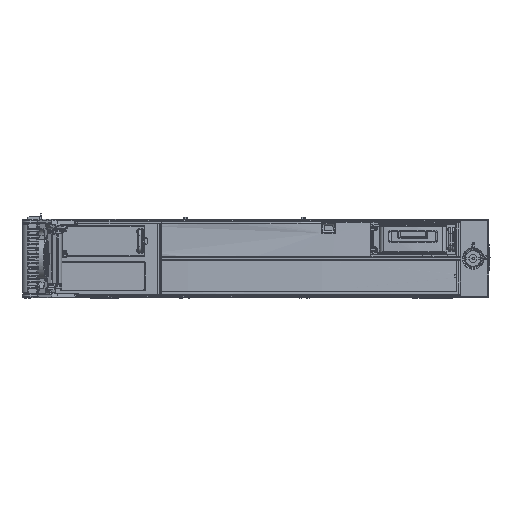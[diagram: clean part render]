
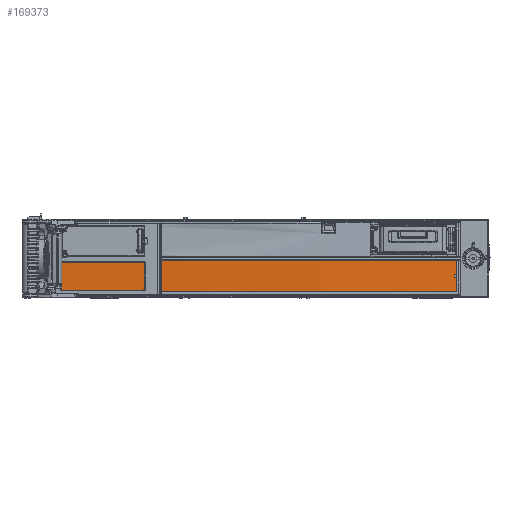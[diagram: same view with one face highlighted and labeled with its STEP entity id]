
A CAD part, top view. The second image highlights one B-rep face of the part: STEP entity #169373.
In plain terms, the highlighted cylindrical face has radius 3856.45 mm (diameter 7712.9 mm), a partial arc.
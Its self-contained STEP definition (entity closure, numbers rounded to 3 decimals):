
#169237=DIRECTION('',(0.,1.,0.));
#169238=VECTOR('',#169237,37.6);
#169239=CARTESIAN_POINT('',(17.061,8.806,
238.544));
#169240=LINE('',#169239,#169238);
#169241=CARTESIAN_POINT('',(17.049,46.406,
238.544));
#169242=CARTESIAN_POINT('',(17.053,46.502,
238.544));
#169243=CARTESIAN_POINT('',(17.097,46.667,
238.547));
#169244=CARTESIAN_POINT('',(17.277,46.856,
238.559));
#169245=CARTESIAN_POINT('',(17.448,46.9,
238.571));
#169246=CARTESIAN_POINT('',(17.549,46.906,
238.578));
#169248=CARTESIAN_POINT('',(273.827,46.991,
-3609.348));
#169249=DIRECTION('',(0.,1.,0.));
#169250=DIRECTION('',(-0.066,0.,0.998));
#169251=AXIS2_PLACEMENT_3D('',#169248,#169249,#169250);
#169253=CARTESIAN_POINT('',(527.293,47.074,
238.764));
#169254=CARTESIAN_POINT('',(527.386,47.071,
238.758));
#169255=CARTESIAN_POINT('',(527.548,47.029,
238.747));
#169256=CARTESIAN_POINT('',(527.739,46.85,
238.734));
#169257=CARTESIAN_POINT('',(527.787,46.677,
238.731));
#169258=CARTESIAN_POINT('',(527.794,46.574,
238.731));
#169260=DIRECTION('',(0.,-1.,0.));
#169261=VECTOR('',#169260,16.571);
#169262=CARTESIAN_POINT('',(527.794,46.574,
238.731));
#169263=LINE('',#169262,#169261);
#169264=CARTESIAN_POINT('',(273.832,29.92,
-3609.348));
#169265=DIRECTION('',(0.,-1.,0.));
#169266=DIRECTION('',(0.066,0.,0.998));
#169267=AXIS2_PLACEMENT_3D('',#169264,#169265,#169266);
#169269=CARTESIAN_POINT('',(526.395,30.003,
238.823));
#169270=CARTESIAN_POINT('',(526.304,30.,
238.829));
#169271=CARTESIAN_POINT('',(526.145,29.959,
238.84));
#169272=CARTESIAN_POINT('',(525.954,29.781,
238.852));
#169273=CARTESIAN_POINT('',(525.908,29.608,
238.855));
#169274=CARTESIAN_POINT('',(525.9,29.506,
238.856));
#169276=DIRECTION('',(0.,-1.,0.));
#169277=VECTOR('',#169276,3.664);
#169278=CARTESIAN_POINT('',(525.9,29.506,
238.856));
#169279=LINE('',#169278,#169277);
#169280=CARTESIAN_POINT('',(525.902,25.842,
238.856));
#169281=CARTESIAN_POINT('',(525.904,25.751,
238.855));
#169282=CARTESIAN_POINT('',(525.945,25.592,
238.853));
#169283=CARTESIAN_POINT('',(526.121,25.4,
238.841));
#169284=CARTESIAN_POINT('',(526.293,25.353,
238.83));
#169285=CARTESIAN_POINT('',(526.394,25.345,
238.823));
#169287=CARTESIAN_POINT('',(273.834,25.262,
-3609.348));
#169288=DIRECTION('',(0.,1.,0.));
#169289=DIRECTION('',(0.065,0.,0.998));
#169290=AXIS2_PLACEMENT_3D('',#169287,#169288,#169289);
#169292=DIRECTION('',(0.,-1.,0.));
#169293=VECTOR('',#169292,16.371);
#169294=CARTESIAN_POINT('',(527.801,25.345,
238.731));
#169295=LINE('',#169294,#169293);
#169296=CARTESIAN_POINT('',(527.806,8.974,
238.731));
#169297=CARTESIAN_POINT('',(527.801,8.878,
238.731));
#169298=CARTESIAN_POINT('',(527.758,8.712,
238.734));
#169299=CARTESIAN_POINT('',(527.573,8.524,
238.746));
#169300=CARTESIAN_POINT('',(527.404,8.48,
238.757));
#169301=CARTESIAN_POINT('',(527.306,8.474,
238.764));
#169303=CARTESIAN_POINT('',(273.839,8.391,
-3609.348));
#169304=DIRECTION('',(0.,-1.,0.));
#169305=DIRECTION('',(0.066,0.,0.998));
#169306=AXIS2_PLACEMENT_3D('',#169303,#169304,#169305);
#169308=CARTESIAN_POINT('',(17.561,8.306,
238.578));
#169309=CARTESIAN_POINT('',(17.465,8.311,
238.571));
#169310=CARTESIAN_POINT('',(17.3,8.354,
238.56));
#169311=CARTESIAN_POINT('',(17.112,8.535,
238.548));
#169312=CARTESIAN_POINT('',(17.067,8.706,
238.545));
#169313=CARTESIAN_POINT('',(17.061,8.806,
238.544));
#169315=CARTESIAN_POINT('',(17.061,8.806,
238.544));
#169316=CARTESIAN_POINT('',(17.049,46.406,
238.544));
#169317=VERTEX_POINT('',#169315);
#169318=VERTEX_POINT('',#169316);
#169319=VERTEX_POINT('',#169246);
#169320=CARTESIAN_POINT('',(527.293,47.074,
238.764));
#169321=VERTEX_POINT('',#169320);
#169322=VERTEX_POINT('',#169258);
#169323=CARTESIAN_POINT('',(527.799,30.003,
238.731));
#169324=VERTEX_POINT('',#169323);
#169325=CARTESIAN_POINT('',(526.395,30.003,
238.823));
#169326=VERTEX_POINT('',#169325);
#169327=VERTEX_POINT('',#169274);
#169328=CARTESIAN_POINT('',(525.902,25.842,
238.856));
#169329=VERTEX_POINT('',#169328);
#169330=VERTEX_POINT('',#169285);
#169331=CARTESIAN_POINT('',(527.801,25.345,
238.731));
#169332=VERTEX_POINT('',#169331);
#169333=CARTESIAN_POINT('',(527.806,8.974,
238.731));
#169334=VERTEX_POINT('',#169333);
#169335=VERTEX_POINT('',#169301);
#169336=CARTESIAN_POINT('',(17.561,8.306,
238.578));
#169337=VERTEX_POINT('',#169336);
#169338=CARTESIAN_POINT('',(273.839,8.391,
-3609.348));
#169339=DIRECTION('',(0.,1.,0.));
#169340=DIRECTION('',(-0.067,0.,0.998));
#169341=AXIS2_PLACEMENT_3D('',#169338,#169339,#169340);
#169342=CYLINDRICAL_SURFACE('',#169341,3856.45);
#169344=ORIENTED_EDGE('',*,*,#169343,.T.);
#169346=ORIENTED_EDGE('',*,*,#169345,.T.);
#169348=ORIENTED_EDGE('',*,*,#169347,.T.);
#169350=ORIENTED_EDGE('',*,*,#169349,.T.);
#169352=ORIENTED_EDGE('',*,*,#169351,.T.);
#169354=ORIENTED_EDGE('',*,*,#169353,.T.);
#169356=ORIENTED_EDGE('',*,*,#169355,.T.);
#169358=ORIENTED_EDGE('',*,*,#169357,.T.);
#169360=ORIENTED_EDGE('',*,*,#169359,.T.);
#169362=ORIENTED_EDGE('',*,*,#169361,.T.);
#169364=ORIENTED_EDGE('',*,*,#169363,.T.);
#169366=ORIENTED_EDGE('',*,*,#169365,.T.);
#169368=ORIENTED_EDGE('',*,*,#169367,.T.);
#169370=ORIENTED_EDGE('',*,*,#169369,.T.);
#169371=EDGE_LOOP('',(#169344,#169346,#169348,#169350,#169352,#169354,#169356,
#169358,#169360,#169362,#169364,#169366,#169368,#169370));
#169372=FACE_OUTER_BOUND('',#169371,.F.);
#169373=ADVANCED_FACE('',(#169372),#169342,.T.);
#169247=B_SPLINE_CURVE_WITH_KNOTS('',3,(#169241,#169242,#169243,#169244,#169245,
#169246),.UNSPECIFIED.,.F.,.F.,(4,1,1,4),(0.,0.333,
0.667,1.),.UNSPECIFIED.);
#169252=CIRCLE('',#169251,3856.45);
#169259=B_SPLINE_CURVE_WITH_KNOTS('',3,(#169253,#169254,#169255,#169256,#169257,
#169258),.UNSPECIFIED.,.F.,.F.,(4,1,1,4),(0.,0.333,
0.667,1.),.UNSPECIFIED.);
#169268=CIRCLE('',#169267,3856.45);
#169275=B_SPLINE_CURVE_WITH_KNOTS('',3,(#169269,#169270,#169271,#169272,#169273,
#169274),.UNSPECIFIED.,.F.,.F.,(4,1,1,4),(0.,0.333,
0.667,1.),.UNSPECIFIED.);
#169286=B_SPLINE_CURVE_WITH_KNOTS('',3,(#169280,#169281,#169282,#169283,#169284,
#169285),.UNSPECIFIED.,.F.,.F.,(4,1,1,4),(0.,0.333,
0.667,1.),.UNSPECIFIED.);
#169291=CIRCLE('',#169290,3856.45);
#169302=B_SPLINE_CURVE_WITH_KNOTS('',3,(#169296,#169297,#169298,#169299,#169300,
#169301),.UNSPECIFIED.,.F.,.F.,(4,1,1,4),(0.,0.333,
0.667,1.),.UNSPECIFIED.);
#169307=CIRCLE('',#169306,3856.45);
#169314=B_SPLINE_CURVE_WITH_KNOTS('',3,(#169308,#169309,#169310,#169311,#169312,
#169313),.UNSPECIFIED.,.F.,.F.,(4,1,1,4),(0.,0.333,
0.667,1.),.UNSPECIFIED.);
#169343=EDGE_CURVE('',#169317,#169318,#169240,.T.);
#169345=EDGE_CURVE('',#169318,#169319,#169247,.T.);
#169347=EDGE_CURVE('',#169319,#169321,#169252,.T.);
#169349=EDGE_CURVE('',#169321,#169322,#169259,.T.);
#169351=EDGE_CURVE('',#169322,#169324,#169263,.T.);
#169353=EDGE_CURVE('',#169324,#169326,#169268,.T.);
#169355=EDGE_CURVE('',#169326,#169327,#169275,.T.);
#169357=EDGE_CURVE('',#169327,#169329,#169279,.T.);
#169359=EDGE_CURVE('',#169329,#169330,#169286,.T.);
#169361=EDGE_CURVE('',#169330,#169332,#169291,.T.);
#169363=EDGE_CURVE('',#169332,#169334,#169295,.T.);
#169365=EDGE_CURVE('',#169334,#169335,#169302,.T.);
#169367=EDGE_CURVE('',#169335,#169337,#169307,.T.);
#169369=EDGE_CURVE('',#169337,#169317,#169314,.T.);
